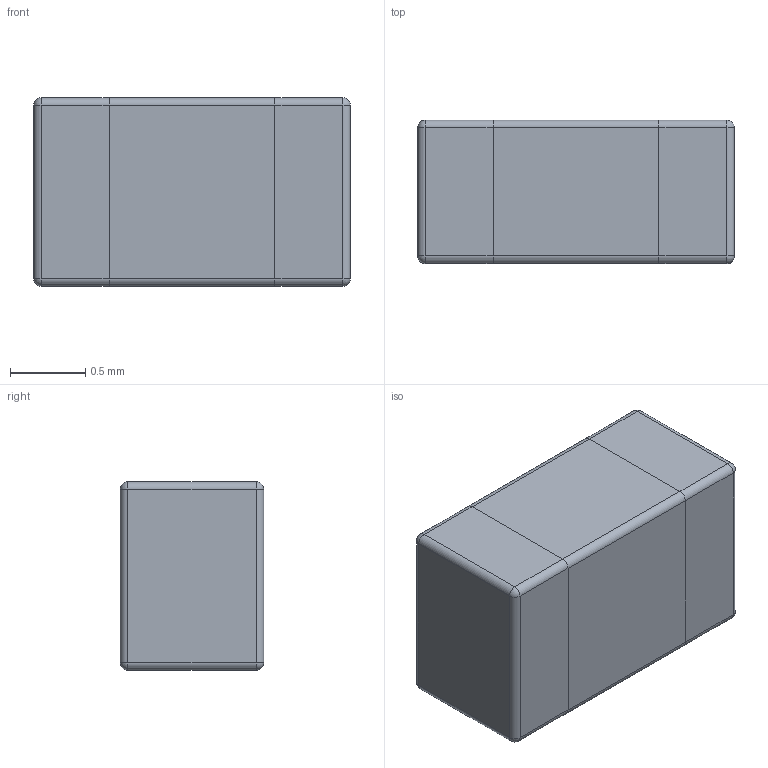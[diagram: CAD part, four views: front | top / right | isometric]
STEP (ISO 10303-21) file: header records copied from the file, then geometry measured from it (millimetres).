
FILE_DESCRIPTION (( 'STEP AP214' ), '1' );
FILE_NAME ( 'BEADC210X125X95L50.step', '2020-05-17T15:40:54', ( '' ), ( '' ), 'Part was generated with the free Library Expert Lite available at www.PCBLibraries.com. Removing line will violate the End User License Agreement.', '©2017 PCB Libraries, Inc.', '' );
FILE_SCHEMA (( 'AUTOMOTIVE_DESIGN' ));
Length unit declared in the file: millimetre
Products named in the file (1): BEADC210X125X95L50
Bounding box: 2.1 x 0.95 x 1.25 mm (x, y, z)
Volume: 2.5 mm3; surface area: 16 mm2
Topology: 3 solids, 3 shells, 46 faces, 104 edges, 56 vertices
Faces by surface type: cylinder 20, plane 18, sphere 8
Entity records: 1394 total; most frequent: DIRECTION 230, CARTESIAN_POINT 199, ORIENTED_EDGE 192, EDGE_CURVE 96, AXIS2_PLACEMENT_3D 87, VERTEX_POINT 56, VECTOR 56, LINE 56
